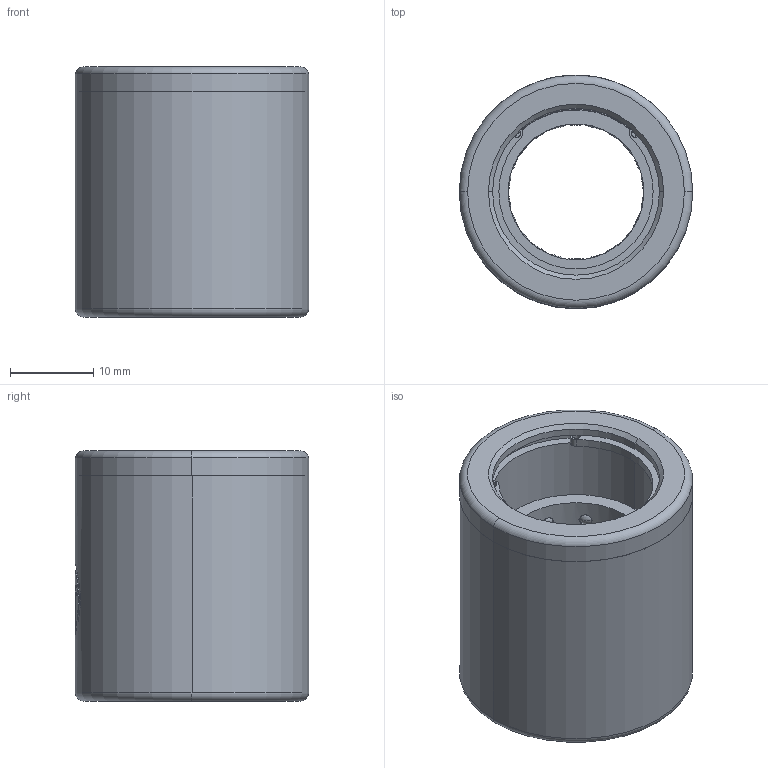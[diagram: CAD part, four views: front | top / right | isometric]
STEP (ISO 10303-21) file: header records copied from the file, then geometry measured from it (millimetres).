
FILE_DESCRIPTION (( 'STEP AP214' ), '1' );
FILE_NAME ('GBBL-D28-d16-L30.STEP', '2021-08-06T08:20:50', ( 'User' ), ( 'china' ), 'SwSTEP 2.0', 'SolidWorks 2016', '' );
FILE_SCHEMA (( 'AUTOMOTIVE_DESIGN' ));
Length unit declared in the file: millimetre
Products named in the file (6): BSH紩杶-d16-L17.5; GBBL囀縐-D21.5; GBBL-D28-L30; GBBL-D28-d16-L30; 紩-D2
Assembly tree (82 placements, depth 3):
  GBBL-D28-d16-L30
    GBBL-D28-L30
    GBBL囀縐-D21.5  x2
    BSH紩杶-d16-L17.5
      BSH紩杶-d16-L17.5
      紩-D2  x77
Bounding box: 28 x 28 x 30 mm (x, y, z)
Volume: 10537.7 mm3; surface area: 9590 mm2
Topology: 81 solids, 81 shells, 393 faces, 1612 edges, 1072 vertices
Faces by surface type: sphere 308, cylinder 56, plane 21, cone 4, torus 4
Entity records: 12529 total; most frequent: CARTESIAN_POINT 5979, ORIENTED_EDGE 1302, DIRECTION 1161, EDGE_CURVE 651, AXIS2_PLACEMENT_3D 546, VERTEX_POINT 432, EDGE_LOOP 387, B_SPLINE_CURVE_WITH_KNOTS 344
